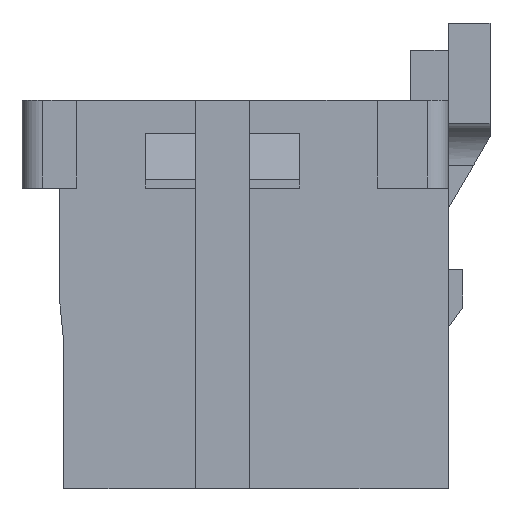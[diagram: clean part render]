
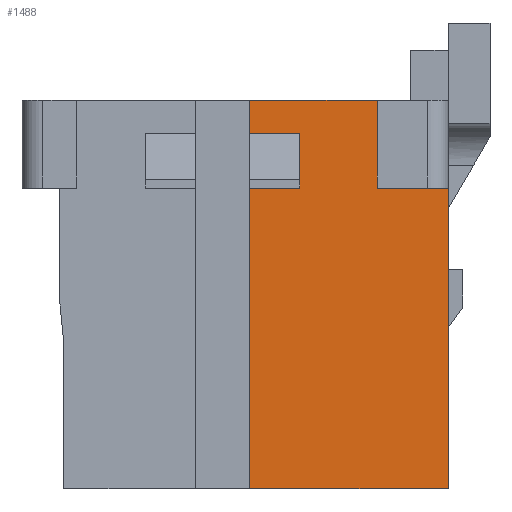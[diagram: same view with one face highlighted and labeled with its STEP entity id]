
A CAD part, left-side view. The second image highlights one B-rep face of the part: STEP entity #1488.
In plain terms, the highlighted planar face has unit normal (-1, 0, 0).
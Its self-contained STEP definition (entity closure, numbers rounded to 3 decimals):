
#1488 = ADVANCED_FACE( '', ( #3205 ), #3206, .F. );
#3205 = FACE_OUTER_BOUND( '', #5103, .T. );
#3206 = PLANE( '', #5104 );
#5103 = EDGE_LOOP( '', ( #9826, #9827, #9828, #9829, #9830, #9831, #9832, #9833, #9834, #9835 ) );
#5104 = AXIS2_PLACEMENT_3D( '', #9836, #9837, #9838 );
#9826 = ORIENTED_EDGE( '', *, *, #13529, .T. );
#9827 = ORIENTED_EDGE( '', *, *, #11788, .T. );
#9828 = ORIENTED_EDGE( '', *, *, #13530, .F. );
#9829 = ORIENTED_EDGE( '', *, *, #13444, .F. );
#9830 = ORIENTED_EDGE( '', *, *, #13334, .F. );
#9831 = ORIENTED_EDGE( '', *, *, #11852, .F. );
#9832 = ORIENTED_EDGE( '', *, *, #13531, .F. );
#9833 = ORIENTED_EDGE( '', *, *, #13207, .F. );
#9834 = ORIENTED_EDGE( '', *, *, #13532, .F. );
#9835 = ORIENTED_EDGE( '', *, *, #11690, .T. );
#9836 = CARTESIAN_POINT( '', ( -9.8, 0., 0. ) );
#9837 = DIRECTION( '', ( 1., 0., 0. ) );
#9838 = DIRECTION( '', ( 0., 0., -1. ) );
#11690 = EDGE_CURVE( '', #14142, #14146, #14148, .T. );
#11788 = EDGE_CURVE( '', #14314, #14315, #14316, .T. );
#11852 = EDGE_CURVE( '', #14425, #14419, #14427, .T. );
#13207 = EDGE_CURVE( '', #16501, #16503, #16504, .T. );
#13334 = EDGE_CURVE( '', #14419, #16663, #16664, .T. );
#13444 = EDGE_CURVE( '', #16663, #16803, #16804, .T. );
#13529 = EDGE_CURVE( '', #14146, #14314, #16903, .T. );
#13530 = EDGE_CURVE( '', #16803, #14315, #16904, .T. );
#13531 = EDGE_CURVE( '', #16503, #14425, #16905, .T. );
#13532 = EDGE_CURVE( '', #14142, #16501, #16906, .T. );
#14142 = VERTEX_POINT( '', #17665 );
#14146 = VERTEX_POINT( '', #17671 );
#14148 = LINE( '', #17674, #17675 );
#14314 = VERTEX_POINT( '', #17918 );
#14315 = VERTEX_POINT( '', #17919 );
#14316 = LINE( '', #17920, #17921 );
#14419 = VERTEX_POINT( '', #18071 );
#14425 = VERTEX_POINT( '', #18079 );
#14427 = LINE( '', #18082, #18083 );
#16501 = VERTEX_POINT( '', #21204 );
#16503 = VERTEX_POINT( '', #21207 );
#16504 = LINE( '', #21208, #21209 );
#16663 = VERTEX_POINT( '', #21459 );
#16664 = LINE( '', #21460, #21461 );
#16803 = VERTEX_POINT( '', #21682 );
#16804 = LINE( '', #21683, #21684 );
#16903 = LINE( '', #21837, #21838 );
#16904 = LINE( '', #21839, #21840 );
#16905 = LINE( '', #21841, #21842 );
#16906 = LINE( '', #21843, #21844 );
#17665 = CARTESIAN_POINT( '', ( -9.8, -0.35, 3.85 ) );
#17671 = CARTESIAN_POINT( '', ( -9.8, -1.55, 3.85 ) );
#17674 = CARTESIAN_POINT( '', ( -9.8, -0.35, 3.85 ) );
#17675 = VECTOR( '', #22418, 1000. );
#17918 = CARTESIAN_POINT( '', ( -9.8, -1.55, 2.55 ) );
#17919 = CARTESIAN_POINT( '', ( -9.8, -0.35, 2.55 ) );
#17920 = CARTESIAN_POINT( '', ( -9.8, -1.55, 2.55 ) );
#17921 = VECTOR( '', #22502, 1000. );
#18071 = CARTESIAN_POINT( '', ( -9.8, -5.1, 2.55 ) );
#18079 = CARTESIAN_POINT( '', ( -9.8, -3.4, 2.55 ) );
#18082 = CARTESIAN_POINT( '', ( -9.8, -3.4, 2.55 ) );
#18083 = VECTOR( '', #22556, 1000. );
#21204 = CARTESIAN_POINT( '', ( -9.8, -0.35, 4.65 ) );
#21207 = CARTESIAN_POINT( '', ( -9.8, -3.4, 4.65 ) );
#21208 = CARTESIAN_POINT( '', ( -9.8, 5.1, 4.65 ) );
#21209 = VECTOR( '', #23677, 1000. );
#21459 = CARTESIAN_POINT( '', ( -9.8, -5.1, -4.65 ) );
#21460 = CARTESIAN_POINT( '', ( -9.8, -5.1, 4.65 ) );
#21461 = VECTOR( '', #23775, 1000. );
#21682 = CARTESIAN_POINT( '', ( -9.8, -0.35, -4.65 ) );
#21683 = CARTESIAN_POINT( '', ( -9.8, -5.1, -4.65 ) );
#21684 = VECTOR( '', #23858, 1000. );
#21837 = CARTESIAN_POINT( '', ( -9.8, -1.55, 3.85 ) );
#21838 = VECTOR( '', #23922, 1000. );
#21839 = CARTESIAN_POINT( '', ( -9.8, -0.35, -4.65 ) );
#21840 = VECTOR( '', #23923, 1000. );
#21841 = CARTESIAN_POINT( '', ( -9.8, -3.4, 4.65 ) );
#21842 = VECTOR( '', #23924, 1000. );
#21843 = CARTESIAN_POINT( '', ( -9.8, -0.35, -4.65 ) );
#21844 = VECTOR( '', #23925, 1000. );
#22418 = DIRECTION( '', ( 0., -1., 0. ) );
#22502 = DIRECTION( '', ( 0., 1., 0. ) );
#22556 = DIRECTION( '', ( 0., -1., 0. ) );
#23677 = DIRECTION( '', ( 0., -1., 0. ) );
#23775 = DIRECTION( '', ( 0., 0., -1. ) );
#23858 = DIRECTION( '', ( 0., 1., 0. ) );
#23922 = DIRECTION( '', ( 0., 0., -1. ) );
#23923 = DIRECTION( '', ( 0., 0., 1. ) );
#23924 = DIRECTION( '', ( 0., 0., -1. ) );
#23925 = DIRECTION( '', ( 0., 0., 1. ) );
